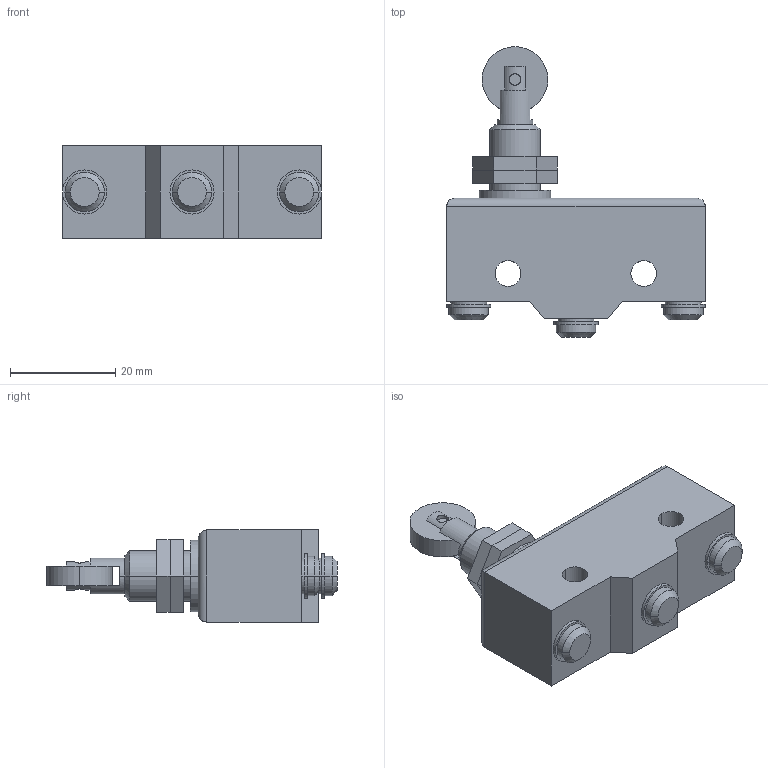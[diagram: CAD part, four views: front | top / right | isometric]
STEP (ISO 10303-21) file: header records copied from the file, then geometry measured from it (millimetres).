
FILE_DESCRIPTION((''),'2;1');
FILE_NAME('3d_KSB1S.stp','2012-10-03T07:30:14',(''),(''),'Mechanical Desktop 2011','Mechanical Desktop 2011',', , ');
FILE_SCHEMA(('CONFIG_CONTROL_DESIGN'));
Length unit declared in the file: millimetre
Products named in the file (1): Product
Bounding box: 49.2 x 55.26 x 17.5 mm (x, y, z)
Volume: 20044.2 mm3; surface area: 7725.7 mm2
Topology: 9 solids, 9 shells, 99 faces, 214 edges, 140 vertices
Faces by surface type: plane 47, cylinder 34, bspline 12, cone 6
Entity records: 2971 total; most frequent: CARTESIAN_POINT 670, DIRECTION 474, ORIENTED_EDGE 428, EDGE_CURVE 214, AXIS2_PLACEMENT_3D 176, VERTEX_POINT 140, VECTOR 122, LINE 122
